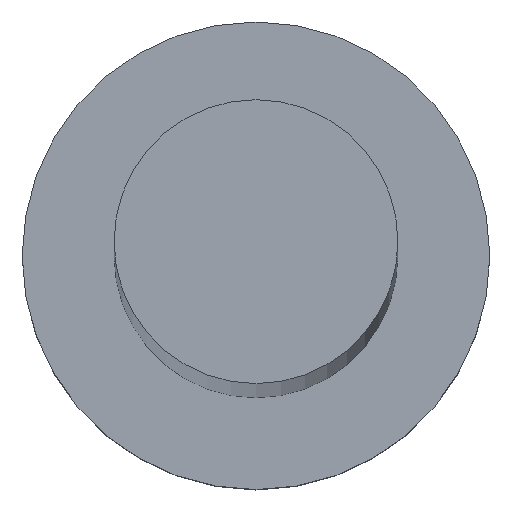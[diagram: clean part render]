
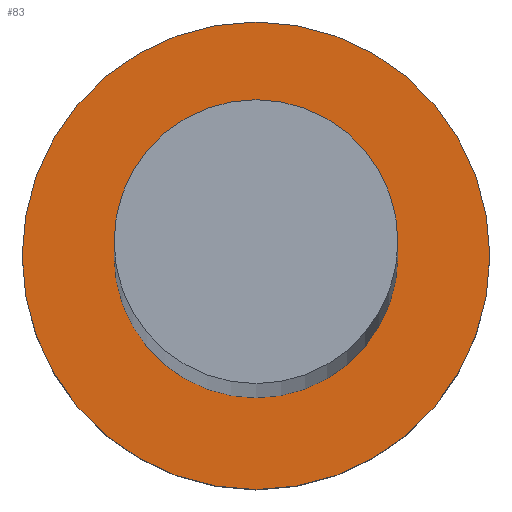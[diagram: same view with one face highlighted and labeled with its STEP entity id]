
A CAD part, top view. The second image highlights one B-rep face of the part: STEP entity #83.
In plain terms, the highlighted planar face has unit normal (0, 0, 1).
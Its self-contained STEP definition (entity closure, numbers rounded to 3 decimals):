
#10 = CIRCLE ( 'NONE', #191, 4.25 ) ;
#23 = CARTESIAN_POINT ( 'NONE',  ( 0., 0., 6.5 ) ) ;
#24 = CARTESIAN_POINT ( 'NONE',  ( 0., 0., 6.5 ) ) ;
#32 = ORIENTED_EDGE ( 'NONE', *, *, #94, .T. ) ;
#34 = EDGE_CURVE ( 'NONE', #229, #190, #93, .T. ) ;
#35 = VERTEX_POINT ( 'NONE', #208 ) ;
#38 = CIRCLE ( 'NONE', #68, 7. ) ;
#39 = CARTESIAN_POINT ( 'NONE',  ( 7., 0., 6.5 ) ) ;
#54 = EDGE_LOOP ( 'NONE', ( #67, #32 ) ) ;
#55 = ORIENTED_EDGE ( 'NONE', *, *, #149, .F. ) ;
#58 = DIRECTION ( 'NONE',  ( 1., 0., 0. ) ) ;
#67 = ORIENTED_EDGE ( 'NONE', *, *, #34, .T. ) ;
#68 = AXIS2_PLACEMENT_3D ( 'NONE', #23, #161, #255 ) ;
#77 = AXIS2_PLACEMENT_3D ( 'NONE', #238, #240, #136 ) ;
#83 = ADVANCED_FACE ( 'NONE', ( #189, #153 ), #175, .T. ) ;
#89 = DIRECTION ( 'NONE',  ( 0., 0., 1. ) ) ;
#93 = CIRCLE ( 'NONE', #112, 7. ) ;
#94 = EDGE_CURVE ( 'NONE', #190, #229, #38, .T. ) ;
#95 = DIRECTION ( 'NONE',  ( 1., 0., 0. ) ) ;
#112 = AXIS2_PLACEMENT_3D ( 'NONE', #113, #89, #192 ) ;
#113 = CARTESIAN_POINT ( 'NONE',  ( 0., 0., 6.5 ) ) ;
#122 = CARTESIAN_POINT ( 'NONE',  ( -4.25, 0., 6.5 ) ) ;
#128 = AXIS2_PLACEMENT_3D ( 'NONE', #232, #160, #95 ) ;
#136 = DIRECTION ( 'NONE',  ( 1., 0., 0. ) ) ;
#139 = CARTESIAN_POINT ( 'NONE',  ( -7., 0., 6.5 ) ) ;
#149 = EDGE_CURVE ( 'NONE', #250, #35, #152, .T. ) ;
#152 = CIRCLE ( 'NONE', #77, 4.25 ) ;
#153 = FACE_OUTER_BOUND ( 'NONE', #54, .T. ) ;
#160 = DIRECTION ( 'NONE',  ( 0., 0., 1. ) ) ;
#161 = DIRECTION ( 'NONE',  ( 0., 0., 1. ) ) ;
#175 = PLANE ( 'NONE',  #128 ) ;
#181 = DIRECTION ( 'NONE',  ( 0., 0., 1. ) ) ;
#189 = FACE_BOUND ( 'NONE', #230, .T. ) ;
#190 = VERTEX_POINT ( 'NONE', #39 ) ;
#191 = AXIS2_PLACEMENT_3D ( 'NONE', #24, #181, #58 ) ;
#192 = DIRECTION ( 'NONE',  ( 1., 0., 0. ) ) ;
#205 = EDGE_CURVE ( 'NONE', #35, #250, #10, .T. ) ;
#208 = CARTESIAN_POINT ( 'NONE',  ( 4.25, 0., 6.5 ) ) ;
#209 = ORIENTED_EDGE ( 'NONE', *, *, #205, .F. ) ;
#229 = VERTEX_POINT ( 'NONE', #139 ) ;
#230 = EDGE_LOOP ( 'NONE', ( #55, #209 ) ) ;
#232 = CARTESIAN_POINT ( 'NONE',  ( 0., 0., 6.5 ) ) ;
#238 = CARTESIAN_POINT ( 'NONE',  ( 0., 0., 6.5 ) ) ;
#240 = DIRECTION ( 'NONE',  ( 0., 0., 1. ) ) ;
#250 = VERTEX_POINT ( 'NONE', #122 ) ;
#255 = DIRECTION ( 'NONE',  ( 1., 0., 0. ) ) ;
